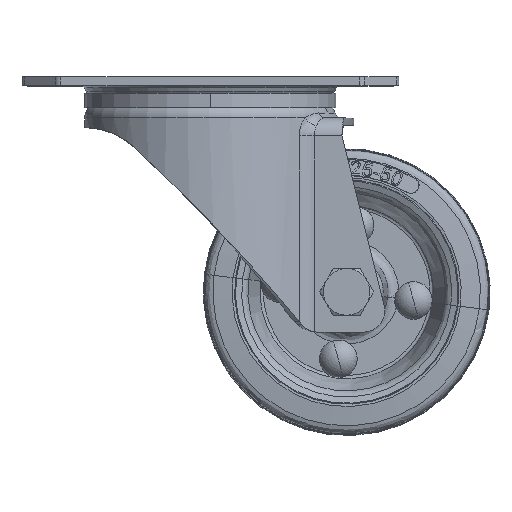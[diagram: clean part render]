
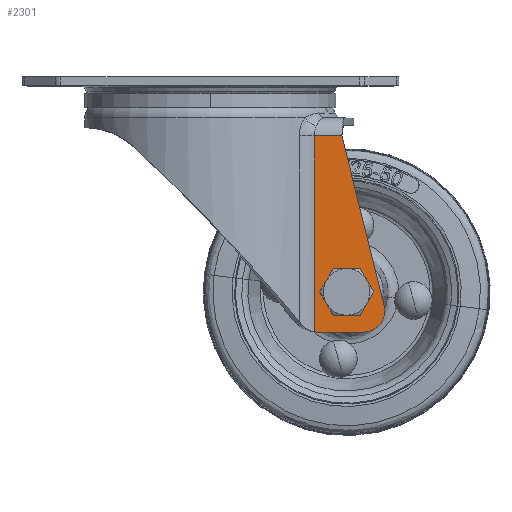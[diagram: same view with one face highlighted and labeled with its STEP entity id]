
A CAD part, top view. The second image highlights one B-rep face of the part: STEP entity #2301.
In plain terms, the highlighted planar face has unit normal (0, 0, 1).
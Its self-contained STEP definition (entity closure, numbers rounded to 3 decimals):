
#62 = FACE_OUTER_BOUND ( 'NONE', #12022, .T. ) ;
#105 = EDGE_CURVE ( 'NONE', #2182, #18184, #7445, .T. ) ;
#165 = LINE ( 'NONE', #7488, #11033 ) ;
#468 = ORIENTED_EDGE ( 'NONE', *, *, #17294, .T. ) ;
#516 = DIRECTION ( 'NONE',  ( 1., 0., 0. ) ) ;
#719 = VERTEX_POINT ( 'NONE', #1201 ) ;
#1078 = CARTESIAN_POINT ( 'NONE',  ( 38., -60., 23. ) ) ;
#1192 = CIRCLE ( 'NONE', #4992, 4.1 ) ;
#1201 = CARTESIAN_POINT ( 'NONE',  ( 33.9, -60., 23. ) ) ;
#2142 = EDGE_LOOP ( 'NONE', ( #28705, #15880 ) ) ;
#2182 = VERTEX_POINT ( 'NONE', #21393 ) ;
#2301 = ADVANCED_FACE ( 'NONE', ( #18637, #62 ), #4833, .T. ) ;
#2971 = ORIENTED_EDGE ( 'NONE', *, *, #3334, .F. ) ;
#3334 = EDGE_CURVE ( 'NONE', #13638, #17510, #28620, .T. ) ;
#4541 = CARTESIAN_POINT ( 'NONE',  ( 114., -11.5, 23. ) ) ;
#4833 = PLANE ( 'NONE',  #25049 ) ;
#4992 = AXIS2_PLACEMENT_3D ( 'NONE', #1078, #12531, #6150 ) ;
#6092 = AXIS2_PLACEMENT_3D ( 'NONE', #9457, #7113, #25554 ) ;
#6150 = DIRECTION ( 'NONE',  ( -1., 0., 0. ) ) ;
#6557 = CARTESIAN_POINT ( 'NONE',  ( 48.419, -63.748, 23. ) ) ;
#7008 = CARTESIAN_POINT ( 'NONE',  ( 42.597, -71.2, 23. ) ) ;
#7113 = DIRECTION ( 'NONE',  ( 0., 0., 1. ) ) ;
#7398 = LINE ( 'NONE', #21068, #15097 ) ;
#7445 = B_SPLINE_CURVE_WITH_KNOTS ( 'NONE', 3,
 ( #17962, #14215, #9738, #20916 ),
 .UNSPECIFIED., .F., .F.,
 ( 4, 4 ),
 ( 0., 1. ),
 .UNSPECIFIED. ) ;
#7488 = CARTESIAN_POINT ( 'NONE',  ( 30., -71.2, 23. ) ) ;
#8408 = DIRECTION ( 'NONE',  ( 0., 0., -1. ) ) ;
#8476 = CARTESIAN_POINT ( 'NONE',  ( 42.1, -60., 23. ) ) ;
#9457 = CARTESIAN_POINT ( 'NONE',  ( 38., -60., 23. ) ) ;
#9738 = CARTESIAN_POINT ( 'NONE',  ( 28.983, -52.909, 23. ) ) ;
#9778 = ORIENTED_EDGE ( 'NONE', *, *, #13548, .T. ) ;
#10919 = DIRECTION ( 'NONE',  ( 0.97, 0.242, 0. ) ) ;
#11033 = VECTOR ( 'NONE', #16227, 1000. ) ;
#11301 = VERTEX_POINT ( 'NONE', #14996 ) ;
#11794 = CARTESIAN_POINT ( 'NONE',  ( 28.983, -71.113, 23. ) ) ;
#12022 = EDGE_LOOP ( 'NONE', ( #468, #2971, #20508, #9778, #25036, #23781 ) ) ;
#12531 = DIRECTION ( 'NONE',  ( 0., 0., 1. ) ) ;
#13171 = EDGE_CURVE ( 'NONE', #719, #28481, #1192, .T. ) ;
#13548 = EDGE_CURVE ( 'NONE', #21809, #2182, #27109, .T. ) ;
#13638 = VERTEX_POINT ( 'NONE', #6557 ) ;
#13959 = EDGE_CURVE ( 'NONE', #21809, #13638, #7398, .T. ) ;
#14215 = CARTESIAN_POINT ( 'NONE',  ( 28.983, -34.704, 23. ) ) ;
#14996 = CARTESIAN_POINT ( 'NONE',  ( 30., -71.2, 23. ) ) ;
#15097 = VECTOR ( 'NONE', #16434, 1000. ) ;
#15733 = CARTESIAN_POINT ( 'NONE',  ( 34.086, -16.5, 23. ) ) ;
#15880 = ORIENTED_EDGE ( 'NONE', *, *, #13171, .F. ) ;
#16227 = DIRECTION ( 'NONE',  ( 1., 0., 0. ) ) ;
#16434 = DIRECTION ( 'NONE',  ( 0.242, -0.97, 0. ) ) ;
#16506 = CIRCLE ( 'NONE', #6092, 4.1 ) ;
#16810 = AXIS2_PLACEMENT_3D ( 'NONE', #17623, #17481, #26605 ) ;
#17294 = EDGE_CURVE ( 'NONE', #11301, #17510, #165, .T. ) ;
#17481 = DIRECTION ( 'NONE',  ( 0., 0., -1. ) ) ;
#17510 = VERTEX_POINT ( 'NONE', #7008 ) ;
#17623 = CARTESIAN_POINT ( 'NONE',  ( 30., -65.2, 23. ) ) ;
#17754 = CARTESIAN_POINT ( 'NONE',  ( 42.597, -65.2, 23. ) ) ;
#17962 = CARTESIAN_POINT ( 'NONE',  ( 28.983, -16.5, 23. ) ) ;
#18184 = VERTEX_POINT ( 'NONE', #11794 ) ;
#18637 = FACE_BOUND ( 'NONE', #2142, .T. ) ;
#19661 = CIRCLE ( 'NONE', #16810, 6. ) ;
#20481 = CARTESIAN_POINT ( 'NONE',  ( 36.638, -16.5, 23. ) ) ;
#20508 = ORIENTED_EDGE ( 'NONE', *, *, #13959, .F. ) ;
#20916 = CARTESIAN_POINT ( 'NONE',  ( 28.983, -71.113, 23. ) ) ;
#21068 = CARTESIAN_POINT ( 'NONE',  ( 36.638, -16.5, 23. ) ) ;
#21393 = CARTESIAN_POINT ( 'NONE',  ( 28.983, -16.5, 23. ) ) ;
#21396 = EDGE_CURVE ( 'NONE', #28481, #719, #16506, .T. ) ;
#21809 = VERTEX_POINT ( 'NONE', #20481 ) ;
#22100 = EDGE_CURVE ( 'NONE', #11301, #18184, #19661, .T. ) ;
#22999 = DIRECTION ( 'NONE',  ( 0., 0., 1. ) ) ;
#23366 = AXIS2_PLACEMENT_3D ( 'NONE', #17754, #8408, #10919 ) ;
#23781 = ORIENTED_EDGE ( 'NONE', *, *, #22100, .F. ) ;
#24575 = CARTESIAN_POINT ( 'NONE',  ( 36.638, -16.5, 23. ) ) ;
#25036 = ORIENTED_EDGE ( 'NONE', *, *, #105, .T. ) ;
#25049 = AXIS2_PLACEMENT_3D ( 'NONE', #4541, #22999, #516 ) ;
#25554 = DIRECTION ( 'NONE',  ( 1., 0., 0. ) ) ;
#26605 = DIRECTION ( 'NONE',  ( 0., -1., 0. ) ) ;
#26947 = CARTESIAN_POINT ( 'NONE',  ( 28.983, -16.5, 23. ) ) ;
#27109 = B_SPLINE_CURVE_WITH_KNOTS ( 'NONE', 3,
 ( #24575, #15733, #28914, #26947 ),
 .UNSPECIFIED., .F., .F.,
 ( 4, 4 ),
 ( 0., 1. ),
 .UNSPECIFIED. ) ;
#28481 = VERTEX_POINT ( 'NONE', #8476 ) ;
#28620 = CIRCLE ( 'NONE', #23366, 6. ) ;
#28705 = ORIENTED_EDGE ( 'NONE', *, *, #21396, .F. ) ;
#28914 = CARTESIAN_POINT ( 'NONE',  ( 31.534, -16.5, 23. ) ) ;
